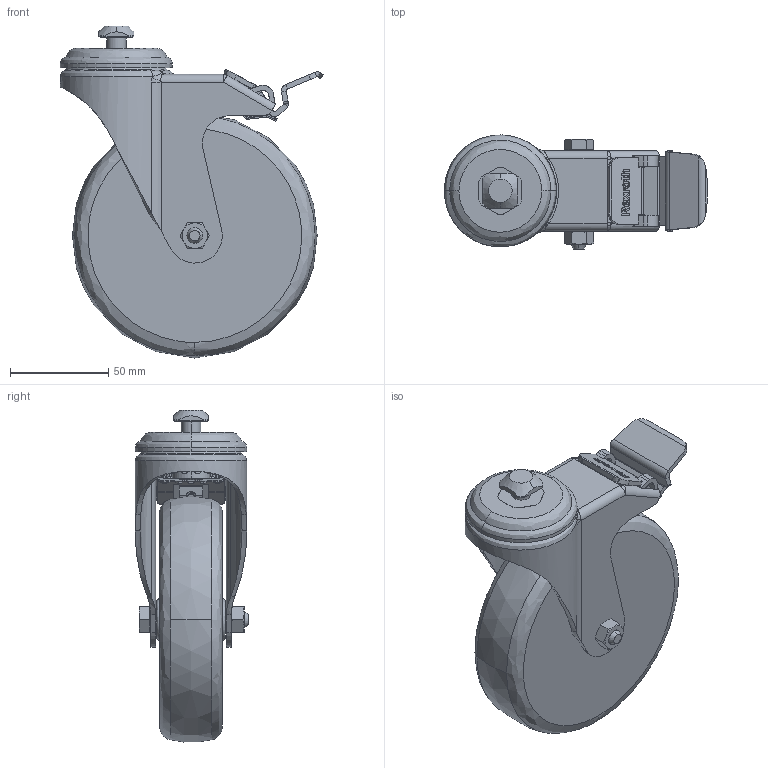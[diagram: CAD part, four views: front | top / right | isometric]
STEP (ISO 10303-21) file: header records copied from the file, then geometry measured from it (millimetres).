
FILE_DESCRIPTION (( 'STEP AP203' ), '1' );
FILE_NAME ('3_842_541_228_Bosch.step', '2024-06-10T08:44:58', ( '' ), ( '' ), 'SwSTEP 2.0', 'SolidWorks 2014', '' );
FILE_SCHEMA (( 'CONFIG_CONTROL_DESIGN' ));
Length unit declared in the file: millimetre
Products named in the file (1): 3_842_541_228_Bosch
Bounding box: 134.11 x 58 x 169.16 mm (x, y, z)
Volume: 455550.4 mm3; surface area: 78700.4 mm2
Topology: 1 solids, 1 shells, 1211 faces, 3220 edges, 1963 vertices
Faces by surface type: cylinder 409, bspline 389, plane 364, cone 49
Entity records: 114166 total; most frequent: CARTESIAN_POINT 87573, ORIENTED_EDGE 6326, DIRECTION 4407, EDGE_CURVE 3163, VERTEX_POINT 1963, AXIS2_PLACEMENT_3D 1576, LINE 1255, VECTOR 1255
